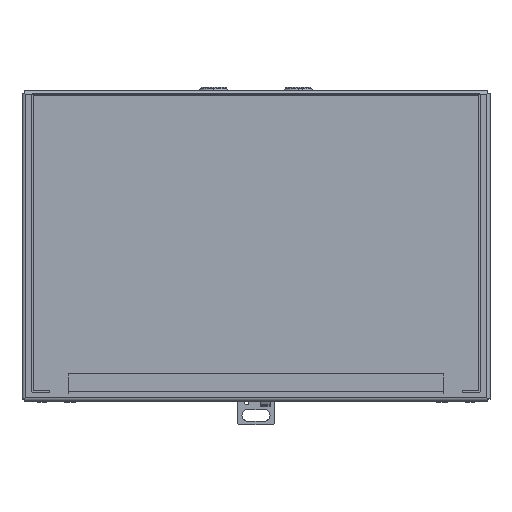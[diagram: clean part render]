
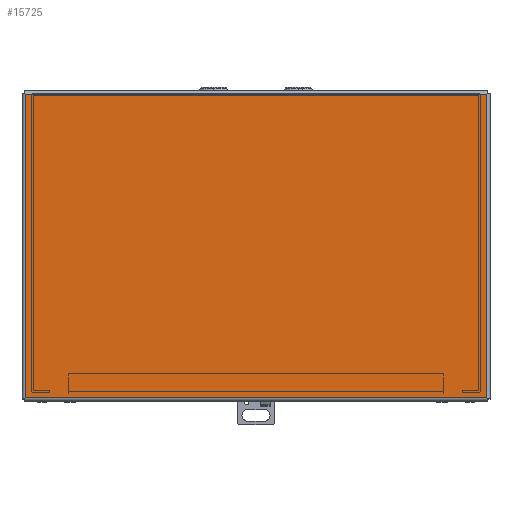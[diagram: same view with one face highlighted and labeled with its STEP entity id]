
A CAD part, top view. The second image highlights one B-rep face of the part: STEP entity #15725.
In plain terms, the highlighted planar face has unit normal (0, 0, 1).
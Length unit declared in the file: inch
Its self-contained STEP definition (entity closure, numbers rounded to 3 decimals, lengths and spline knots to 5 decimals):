
#299 = DIRECTION ( 'NONE',  ( 0., 0., 1. ) ) ;
#994 = DIRECTION ( 'NONE',  ( 0., -1., 0. ) ) ;
#1721 = CARTESIAN_POINT ( 'NONE',  ( 6.1585, -8.135, 9.0285 ) ) ;
#2860 = CARTESIAN_POINT ( 'NONE',  ( -6.1585, -0.029, 9.0285 ) ) ;
#3143 = VECTOR ( 'NONE', #12990, 39.37008 ) ;
#4836 = VERTEX_POINT ( 'NONE', #1721 ) ;
#5204 = DIRECTION ( 'NONE',  ( -1., 0., 0. ) ) ;
#5623 = EDGE_CURVE ( 'NONE', #11474, #4836, #7102, .T. ) ;
#5854 = ORIENTED_EDGE ( 'NONE', *, *, #6096, .F. ) ;
#6096 = EDGE_CURVE ( 'NONE', #4836, #13751, #13908, .T. ) ;
#6274 = VECTOR ( 'NONE', #994, 39.37008 ) ;
#6417 = CARTESIAN_POINT ( 'NONE',  ( 6.1585, -0.029, 9.0285 ) ) ;
#6491 = ORIENTED_EDGE ( 'NONE', *, *, #5623, .F. ) ;
#6537 = VECTOR ( 'NONE', #8847, 39.37008 ) ;
#7102 = LINE ( 'NONE', #12017, #6274 ) ;
#7250 = LINE ( 'NONE', #15873, #6537 ) ;
#7622 = PLANE ( 'NONE',  #14042 ) ;
#7627 = CARTESIAN_POINT ( 'NONE',  ( 6.1585, -8.135, 9.0285 ) ) ;
#7642 = VERTEX_POINT ( 'NONE', #14502 ) ;
#8812 = FACE_OUTER_BOUND ( 'NONE', #11015, .T. ) ;
#8847 = DIRECTION ( 'NONE',  ( 0., 1., 0. ) ) ;
#9839 = EDGE_CURVE ( 'NONE', #7642, #11474, #11622, .T. ) ;
#11015 = EDGE_LOOP ( 'NONE', ( #12463, #5854, #6491, #12062 ) ) ;
#11474 = VERTEX_POINT ( 'NONE', #13977 ) ;
#11622 = LINE ( 'NONE', #2860, #3143 ) ;
#12017 = CARTESIAN_POINT ( 'NONE',  ( 6.1585, -0.029, 9.0285 ) ) ;
#12062 = ORIENTED_EDGE ( 'NONE', *, *, #9839, .F. ) ;
#12457 = VECTOR ( 'NONE', #12852, 39.37008 ) ;
#12463 = ORIENTED_EDGE ( 'NONE', *, *, #13914, .F. ) ;
#12664 = CARTESIAN_POINT ( 'NONE',  ( -6.1585, -8.135, 9.0285 ) ) ;
#12852 = DIRECTION ( 'NONE',  ( -1., 0., 0. ) ) ;
#12990 = DIRECTION ( 'NONE',  ( 1., 0., 0. ) ) ;
#13751 = VERTEX_POINT ( 'NONE', #12664 ) ;
#13908 = LINE ( 'NONE', #7627, #12457 ) ;
#13914 = EDGE_CURVE ( 'NONE', #13751, #7642, #7250, .T. ) ;
#13977 = CARTESIAN_POINT ( 'NONE',  ( 6.1585, -0.029, 9.0285 ) ) ;
#14042 = AXIS2_PLACEMENT_3D ( 'NONE', #6417, #299, #5204 ) ;
#14502 = CARTESIAN_POINT ( 'NONE',  ( -6.1585, -0.029, 9.0285 ) ) ;
#15725 = ADVANCED_FACE ( 'NONE', ( #8812 ), #7622, .T. ) ;
#15873 = CARTESIAN_POINT ( 'NONE',  ( -6.1585, -8.135, 9.0285 ) ) ;
